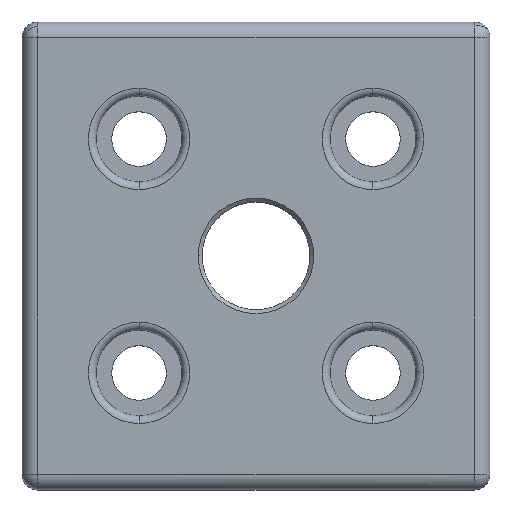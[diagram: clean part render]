
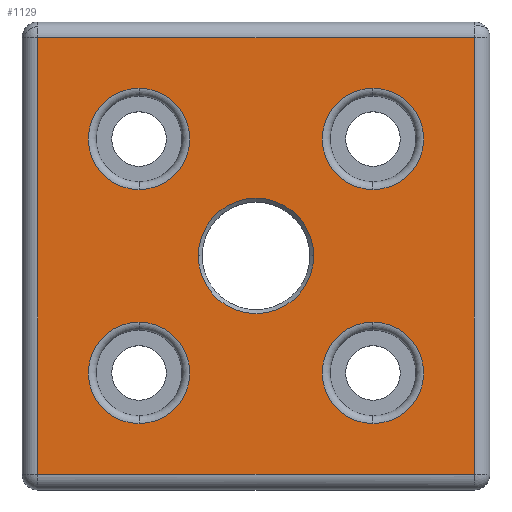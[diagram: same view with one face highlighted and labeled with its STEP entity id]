
A CAD part, top view. The second image highlights one B-rep face of the part: STEP entity #1129.
In plain terms, the highlighted planar face has unit normal (0, 0, 1).
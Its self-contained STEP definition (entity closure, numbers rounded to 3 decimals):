
#134 = ORIENTED_EDGE ( 'NONE', *, *, #2486, .F. ) ;
#169 = EDGE_LOOP ( 'NONE', ( #6018, #2495 ) ) ;
#222 = EDGE_CURVE ( 'NONE', #5063, #4824, #1010, .T. ) ;
#267 = CARTESIAN_POINT ( 'NONE',  ( 15., 21.5, 12. ) ) ;
#661 = VERTEX_POINT ( 'NONE', #2391 ) ;
#707 = CARTESIAN_POINT ( 'NONE',  ( 28., 30., 12. ) ) ;
#780 = ORIENTED_EDGE ( 'NONE', *, *, #2501, .F. ) ;
#788 = DIRECTION ( 'NONE',  ( 1., 0., 0. ) ) ;
#803 = DIRECTION ( 'NONE',  ( 0., -1., 0. ) ) ;
#825 = CARTESIAN_POINT ( 'NONE',  ( 30., 28., 12. ) ) ;
#833 = DIRECTION ( 'NONE',  ( 0., 1., 0. ) ) ;
#854 = CARTESIAN_POINT ( 'NONE',  ( -28., 30., 12. ) ) ;
#875 = DIRECTION ( 'NONE',  ( 0., 1., 0. ) ) ;
#900 = DIRECTION ( 'NONE',  ( 0., 0., 1. ) ) ;
#917 = CARTESIAN_POINT ( 'NONE',  ( -15., 15., 12. ) ) ;
#925 = CARTESIAN_POINT ( 'NONE',  ( 30., -28., 12. ) ) ;
#966 = DIRECTION ( 'NONE',  ( 0., 1., 0. ) ) ;
#977 = DIRECTION ( 'NONE',  ( 0., 0., 1. ) ) ;
#992 = CARTESIAN_POINT ( 'NONE',  ( 15., 15., 12. ) ) ;
#1010 = CIRCLE ( 'NONE', #2117, 6.5 ) ;
#1028 = DIRECTION ( 'NONE',  ( 0., 1., 0. ) ) ;
#1040 = DIRECTION ( 'NONE',  ( 0., 0., 1. ) ) ;
#1056 = CARTESIAN_POINT ( 'NONE',  ( 15., -15., 12. ) ) ;
#1129 = ADVANCED_FACE ( 'NONE', ( #6199, #3796, #3479, #6185, #5822, #3685 ), #2960, .F. ) ;
#1187 = DIRECTION ( 'NONE',  ( 0., 1., 0. ) ) ;
#1211 = DIRECTION ( 'NONE',  ( 0., 0., 1. ) ) ;
#1232 = CARTESIAN_POINT ( 'NONE',  ( -15., -15., 12. ) ) ;
#1389 = DIRECTION ( 'NONE',  ( 1., 0., 0. ) ) ;
#1403 = DIRECTION ( 'NONE',  ( 0., 0., 1. ) ) ;
#1425 = CIRCLE ( 'NONE', #3075, 6.5 ) ;
#1428 = CARTESIAN_POINT ( 'NONE',  ( 0., 0., 12. ) ) ;
#1440 = DIRECTION ( 'NONE',  ( -1., 0., 0. ) ) ;
#1450 = CARTESIAN_POINT ( 'NONE',  ( -28., -28., 12. ) ) ;
#1578 = CIRCLE ( 'NONE', #5669, 7.4 ) ;
#1698 = ORIENTED_EDGE ( 'NONE', *, *, #2476, .F. ) ;
#1861 = CARTESIAN_POINT ( 'NONE',  ( 15., 8.5, 12. ) ) ;
#1893 = ORIENTED_EDGE ( 'NONE', *, *, #2430, .F. ) ;
#2117 = AXIS2_PLACEMENT_3D ( 'NONE', #3925, #3394, #3388 ) ;
#2199 = DIRECTION ( 'NONE',  ( 0., 1., 0. ) ) ;
#2391 = CARTESIAN_POINT ( 'NONE',  ( 15., -8.5, 12. ) ) ;
#2409 = CARTESIAN_POINT ( 'NONE',  ( -15., 8.5, 12. ) ) ;
#2430 = EDGE_CURVE ( 'NONE', #3549, #4312, #6146, .T. ) ;
#2446 = EDGE_CURVE ( 'NONE', #6127, #3488, #6033, .T. ) ;
#2452 = EDGE_CURVE ( 'NONE', #661, #4949, #5750, .T. ) ;
#2464 = EDGE_CURVE ( 'NONE', #4824, #5063, #5745, .T. ) ;
#2467 = EDGE_CURVE ( 'NONE', #5295, #4684, #5643, .T. ) ;
#2474 = EDGE_CURVE ( 'NONE', #5036, #4701, #5532, .T. ) ;
#2476 = EDGE_CURVE ( 'NONE', #4701, #4573, #5425, .T. ) ;
#2481 = CARTESIAN_POINT ( 'NONE',  ( -28., 28., 12. ) ) ;
#2486 = EDGE_CURVE ( 'NONE', #4573, #4572, #5214, .T. ) ;
#2491 = CARTESIAN_POINT ( 'NONE',  ( 28., 28., 12. ) ) ;
#2495 = ORIENTED_EDGE ( 'NONE', *, *, #3945, .F. ) ;
#2501 = EDGE_CURVE ( 'NONE', #4572, #5036, #4939, .T. ) ;
#2514 = ORIENTED_EDGE ( 'NONE', *, *, #2464, .F. ) ;
#2527 = DIRECTION ( 'NONE',  ( 0., 1., 0. ) ) ;
#2561 = ORIENTED_EDGE ( 'NONE', *, *, #222, .F. ) ;
#2726 = ORIENTED_EDGE ( 'NONE', *, *, #2452, .F. ) ;
#2897 = DIRECTION ( 'NONE',  ( -1., 0., 0. ) ) ;
#2950 = DIRECTION ( 'NONE',  ( 0., 0., -1. ) ) ;
#2960 = PLANE ( 'NONE',  #5657 ) ;
#3043 = ORIENTED_EDGE ( 'NONE', *, *, #6085, .F. ) ;
#3050 = EDGE_LOOP ( 'NONE', ( #1893, #4045 ) ) ;
#3075 = AXIS2_PLACEMENT_3D ( 'NONE', #4763, #4452, #2527 ) ;
#3105 = CARTESIAN_POINT ( 'NONE',  ( 30., 30., 12. ) ) ;
#3134 = ORIENTED_EDGE ( 'NONE', *, *, #2446, .F. ) ;
#3153 = EDGE_CURVE ( 'NONE', #3488, #6127, #1425, .T. ) ;
#3154 = DIRECTION ( 'NONE',  ( 0., 1., 0. ) ) ;
#3176 = DIRECTION ( 'NONE',  ( 0., 0., 1. ) ) ;
#3186 = CARTESIAN_POINT ( 'NONE',  ( 15., -15., 12. ) ) ;
#3245 = CIRCLE ( 'NONE', #5097, 6.5 ) ;
#3250 = CARTESIAN_POINT ( 'NONE',  ( -15., -8.5, 12. ) ) ;
#3388 = DIRECTION ( 'NONE',  ( 0., 1., 0. ) ) ;
#3394 = DIRECTION ( 'NONE',  ( 0., 0., 1. ) ) ;
#3479 = FACE_BOUND ( 'NONE', #4666, .T. ) ;
#3488 = VERTEX_POINT ( 'NONE', #4582 ) ;
#3549 = VERTEX_POINT ( 'NONE', #4064 ) ;
#3685 = FACE_BOUND ( 'NONE', #3050, .T. ) ;
#3796 = FACE_BOUND ( 'NONE', #169, .T. ) ;
#3819 = CARTESIAN_POINT ( 'NONE',  ( 15., -21.5, 12. ) ) ;
#3837 = ORIENTED_EDGE ( 'NONE', *, *, #3153, .F. ) ;
#3925 = CARTESIAN_POINT ( 'NONE',  ( 15., 15., 12. ) ) ;
#3945 = EDGE_CURVE ( 'NONE', #4684, #5295, #3245, .T. ) ;
#3969 = DIRECTION ( 'NONE',  ( 0., 0., 1. ) ) ;
#4045 = ORIENTED_EDGE ( 'NONE', *, *, #5854, .F. ) ;
#4064 = CARTESIAN_POINT ( 'NONE',  ( 7.4, 0., 12. ) ) ;
#4157 = AXIS2_PLACEMENT_3D ( 'NONE', #1428, #1403, #1389 ) ;
#4252 = CARTESIAN_POINT ( 'NONE',  ( -15., 15., 12. ) ) ;
#4290 = AXIS2_PLACEMENT_3D ( 'NONE', #1232, #1211, #1187 ) ;
#4301 = EDGE_LOOP ( 'NONE', ( #3134, #3837 ) ) ;
#4312 = VERTEX_POINT ( 'NONE', #4433 ) ;
#4371 = CARTESIAN_POINT ( 'NONE',  ( 0., 0., 12. ) ) ;
#4433 = CARTESIAN_POINT ( 'NONE',  ( -7.4, 0., 12. ) ) ;
#4452 = DIRECTION ( 'NONE',  ( 0., 0., 1. ) ) ;
#4516 = VECTOR ( 'NONE', #803, 1000. ) ;
#4572 = VERTEX_POINT ( 'NONE', #2491 ) ;
#4573 = VERTEX_POINT ( 'NONE', #2481 ) ;
#4582 = CARTESIAN_POINT ( 'NONE',  ( -15., -21.5, 12. ) ) ;
#4626 = AXIS2_PLACEMENT_3D ( 'NONE', #917, #900, #875 ) ;
#4666 = EDGE_LOOP ( 'NONE', ( #2514, #2561 ) ) ;
#4676 = AXIS2_PLACEMENT_3D ( 'NONE', #992, #977, #966 ) ;
#4684 = VERTEX_POINT ( 'NONE', #2409 ) ;
#4701 = VERTEX_POINT ( 'NONE', #1450 ) ;
#4763 = CARTESIAN_POINT ( 'NONE',  ( -15., -15., 12. ) ) ;
#4773 = VECTOR ( 'NONE', #788, 1000. ) ;
#4824 = VERTEX_POINT ( 'NONE', #267 ) ;
#4906 = AXIS2_PLACEMENT_3D ( 'NONE', #1056, #1040, #1028 ) ;
#4939 = LINE ( 'NONE', #707, #4516 ) ;
#4949 = VERTEX_POINT ( 'NONE', #3819 ) ;
#5036 = VERTEX_POINT ( 'NONE', #5258 ) ;
#5063 = VERTEX_POINT ( 'NONE', #1861 ) ;
#5064 = CIRCLE ( 'NONE', #5682, 6.5 ) ;
#5086 = VECTOR ( 'NONE', #833, 1000. ) ;
#5097 = AXIS2_PLACEMENT_3D ( 'NONE', #4252, #5330, #2199 ) ;
#5214 = LINE ( 'NONE', #825, #4773 ) ;
#5258 = CARTESIAN_POINT ( 'NONE',  ( 28., -28., 12. ) ) ;
#5295 = VERTEX_POINT ( 'NONE', #6038 ) ;
#5325 = VECTOR ( 'NONE', #1440, 1000. ) ;
#5330 = DIRECTION ( 'NONE',  ( 0., 0., 1. ) ) ;
#5425 = LINE ( 'NONE', #854, #5086 ) ;
#5528 = EDGE_LOOP ( 'NONE', ( #2726, #3043 ) ) ;
#5532 = LINE ( 'NONE', #925, #5325 ) ;
#5643 = CIRCLE ( 'NONE', #4626, 6.5 ) ;
#5657 = AXIS2_PLACEMENT_3D ( 'NONE', #3105, #2950, #2897 ) ;
#5669 = AXIS2_PLACEMENT_3D ( 'NONE', #4371, #3969, #6062 ) ;
#5682 = AXIS2_PLACEMENT_3D ( 'NONE', #3186, #3176, #3154 ) ;
#5745 = CIRCLE ( 'NONE', #4676, 6.5 ) ;
#5750 = CIRCLE ( 'NONE', #4906, 6.5 ) ;
#5818 = ORIENTED_EDGE ( 'NONE', *, *, #2474, .F. ) ;
#5822 = FACE_BOUND ( 'NONE', #4301, .T. ) ;
#5854 = EDGE_CURVE ( 'NONE', #4312, #3549, #1578, .T. ) ;
#6018 = ORIENTED_EDGE ( 'NONE', *, *, #2467, .F. ) ;
#6033 = CIRCLE ( 'NONE', #4290, 6.5 ) ;
#6038 = CARTESIAN_POINT ( 'NONE',  ( -15., 21.5, 12. ) ) ;
#6062 = DIRECTION ( 'NONE',  ( 1., 0., 0. ) ) ;
#6085 = EDGE_CURVE ( 'NONE', #4949, #661, #5064, .T. ) ;
#6107 = EDGE_LOOP ( 'NONE', ( #134, #1698, #5818, #780 ) ) ;
#6127 = VERTEX_POINT ( 'NONE', #3250 ) ;
#6146 = CIRCLE ( 'NONE', #4157, 7.4 ) ;
#6185 = FACE_BOUND ( 'NONE', #5528, .T. ) ;
#6199 = FACE_OUTER_BOUND ( 'NONE', #6107, .T. ) ;
